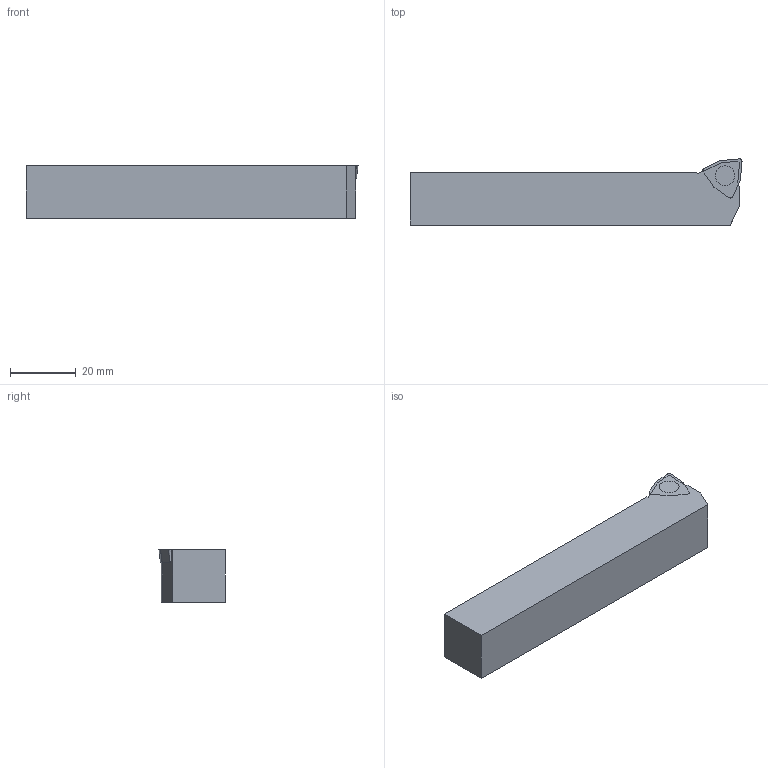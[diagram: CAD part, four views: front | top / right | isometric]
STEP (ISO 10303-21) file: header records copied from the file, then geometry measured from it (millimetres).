
FILE_DESCRIPTION(/* description */ (''),/* implementation_level */ '2;1');
FILE_NAME(/* name */ 'SWLCR1616H06_SIM.stp',/* time_stamp */ '2022-01-18T14:11:05+01:00',/* author */ (''),/* organization */ (''),/* preprocessor_version */ 'ST-DEVELOPER v16.7',/* originating_system */ 'SIEMENS PLM Software NX 12.0',/* authorisation */ '');
FILE_SCHEMA (('AUTOMOTIVE_DESIGN { 1 0 10303 214 3 1 1 1 }'));
Length unit declared in the file: millimetre
Products named in the file (1): model1
Bounding box: 101.04 x 20.15 x 16.01 mm (x, y, z)
Volume: 26198.1 mm3; surface area: 7334.1 mm2
Topology: 2 solids, 2 shells, 31 faces, 80 edges, 53 vertices
Faces by surface type: plane 22, bspline 6, cylinder 2, torus 1
Full cylindrical faces by diameter (mm): 4.4 x1, 6 x1
Entity records: 1300 total; most frequent: CARTESIAN_POINT 604, ORIENTED_EDGE 152, DIRECTION 108, EDGE_CURVE 76, VERTEX_POINT 52, LINE 48, VECTOR 48, EDGE_LOOP 36
